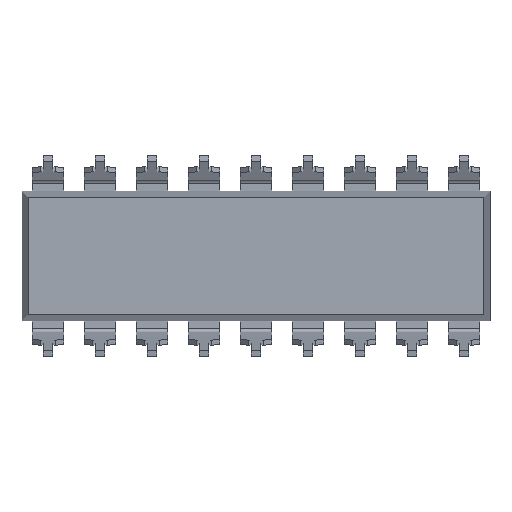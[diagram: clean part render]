
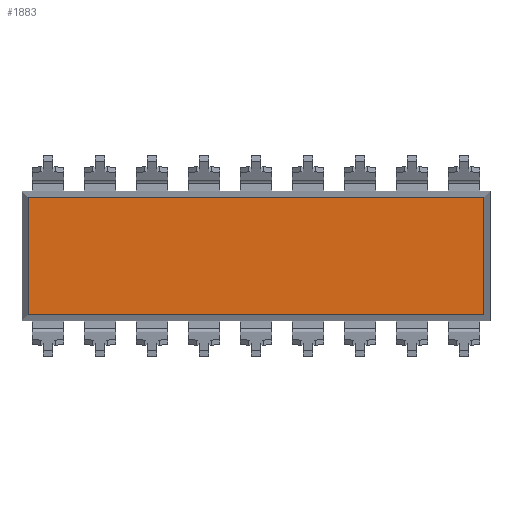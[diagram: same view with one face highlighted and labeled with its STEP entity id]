
A CAD part, front view. The second image highlights one B-rep face of the part: STEP entity #1883.
In plain terms, the highlighted planar face has unit normal (0, -1, 0).
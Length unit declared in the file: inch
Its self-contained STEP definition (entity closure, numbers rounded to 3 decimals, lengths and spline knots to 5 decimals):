
#21 = FACE_OUTER_BOUND ( 'NONE', #6699, .T. ) ;
#162 = CARTESIAN_POINT ( 'NONE',  ( -0.45, 0.015, -0.11282 ) ) ;
#409 = CARTESIAN_POINT ( 'NONE',  ( 0.43782, 0.015, -0.125 ) ) ;
#428 = ORIENTED_EDGE ( 'NONE', *, *, #3362, .T. ) ;
#440 = DIRECTION ( 'NONE',  ( 0., 0., 1. ) ) ;
#564 = VECTOR ( 'NONE', #4229, 39.37008 ) ;
#614 = CARTESIAN_POINT ( 'NONE',  ( 0.43782, 0.015, -0.11282 ) ) ;
#767 = DIRECTION ( 'NONE',  ( 0., 0., -1. ) ) ;
#1102 = LINE ( 'NONE', #4533, #2024 ) ;
#1528 = LINE ( 'NONE', #409, #9150 ) ;
#1883 = ADVANCED_FACE ( 'NONE', ( #21 ), #6566, .T. ) ;
#2024 = VECTOR ( 'NONE', #6984, 39.37008 ) ;
#2737 = VERTEX_POINT ( 'NONE', #3901 ) ;
#2925 = ORIENTED_EDGE ( 'NONE', *, *, #8304, .T. ) ;
#3323 = LINE ( 'NONE', #162, #7997 ) ;
#3362 = EDGE_CURVE ( 'NONE', #3438, #7049, #3323, .T. ) ;
#3438 = VERTEX_POINT ( 'NONE', #4191 ) ;
#3510 = EDGE_CURVE ( 'NONE', #2737, #9428, #7864, .T. ) ;
#3625 = DIRECTION ( 'NONE',  ( 0., -1., 0. ) ) ;
#3874 = ORIENTED_EDGE ( 'NONE', *, *, #3510, .T. ) ;
#3901 = CARTESIAN_POINT ( 'NONE',  ( 0.43782, 0.015, 0.11282 ) ) ;
#4048 = ORIENTED_EDGE ( 'NONE', *, *, #6565, .T. ) ;
#4191 = CARTESIAN_POINT ( 'NONE',  ( -0.43782, 0.015, -0.11282 ) ) ;
#4229 = DIRECTION ( 'NONE',  ( -1., 0., 0. ) ) ;
#4533 = CARTESIAN_POINT ( 'NONE',  ( -0.43782, 0.015, 0.125 ) ) ;
#5107 = CARTESIAN_POINT ( 'NONE',  ( 0., 0.015, 0. ) ) ;
#5338 = DIRECTION ( 'NONE',  ( 1., 0., 0. ) ) ;
#5480 = AXIS2_PLACEMENT_3D ( 'NONE', #5107, #3625, #767 ) ;
#5628 = CARTESIAN_POINT ( 'NONE',  ( -0.43782, 0.015, 0.11282 ) ) ;
#6565 = EDGE_CURVE ( 'NONE', #9428, #3438, #1102, .T. ) ;
#6566 = PLANE ( 'NONE',  #5480 ) ;
#6699 = EDGE_LOOP ( 'NONE', ( #428, #2925, #3874, #4048 ) ) ;
#6984 = DIRECTION ( 'NONE',  ( 0., 0., -1. ) ) ;
#7049 = VERTEX_POINT ( 'NONE', #614 ) ;
#7864 = LINE ( 'NONE', #9347, #564 ) ;
#7997 = VECTOR ( 'NONE', #5338, 39.37008 ) ;
#8304 = EDGE_CURVE ( 'NONE', #7049, #2737, #1528, .T. ) ;
#9150 = VECTOR ( 'NONE', #440, 39.37008 ) ;
#9347 = CARTESIAN_POINT ( 'NONE',  ( 0.45, 0.015, 0.11282 ) ) ;
#9428 = VERTEX_POINT ( 'NONE', #5628 ) ;
